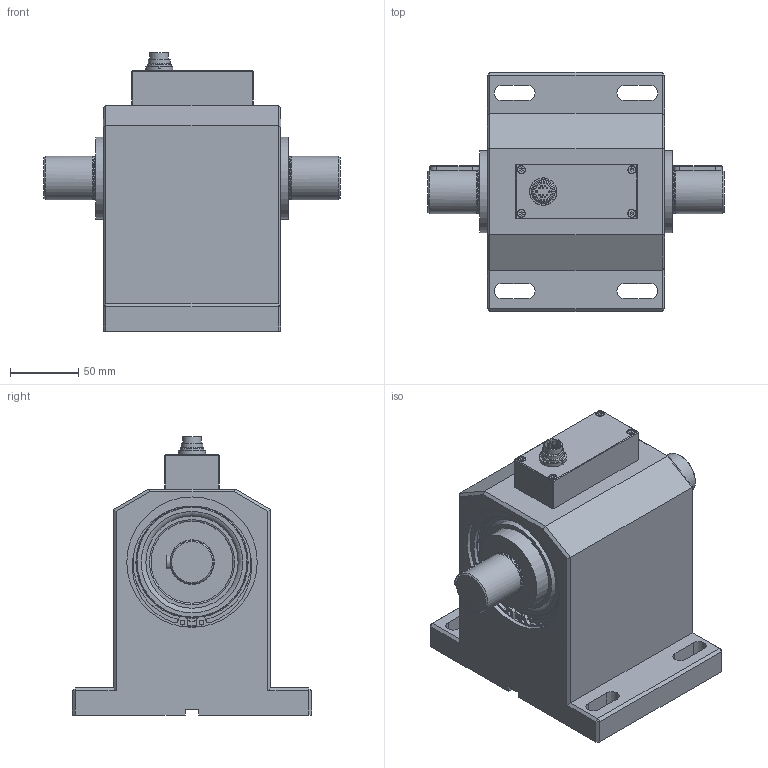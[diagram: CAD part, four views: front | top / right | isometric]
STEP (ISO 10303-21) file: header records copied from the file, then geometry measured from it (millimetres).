
FILE_DESCRIPTION( ( 'Unknown' ), '1' );
FILE_NAME( '2531-Z19_DOC-00079714.stp', 'Unknown', ( 'Unknown' ), ( 'Unknown' ), 'PSStep 17.0.49', 'Unknown', ' ' );
FILE_SCHEMA( ( 'AUTOMOTIVE_DESIGN { 1 0 10303 214 1 1 1 1 }' ) );
Length unit declared in the file: millimetre
Products named in the file (31): 2247-b05_doc-00045639; 2247-003_doc-00016120; Zylinderschraube DIN 912-M3x25; Zylinderschraube DIN 912-M3x25-oa2; Zylinderschraube DIN 912-M3x25-oa3; Zylinderschraube DIN 912-M3x25-oa4; 2531-B15_DOC-00079715; DIN 625-T1-6012-2Z_60x95x18; 2305-005_doc-00045262; paßfeder a10x8x36 din 6885; paßfeder a10x8x36 din 6885-oa0; 2302-b01_doc-00051001; 2302-001_doc-00016103; DIN 625-T1-6012-2RS_60x95x18; Sicherungsring DIN 472-95x3-T1; Sicherungsring DIN 472-95x3-T1-oa1; Assem1; Zylinderschraube DIN 912-M3x25-oa5; Zylinderschraube DIN 912-M3x25-oa6; flanschstecker 12-polig serie 723; mutter_09-0323-89-06_DOC-00067592
Assembly tree (30 placements, depth 3):
  Assem1
    Zylinderschraube DIN 912-M3x25-oa5
    Zylinderschraube DIN 912-M3x25-oa6
    flanschstecker 12-polig serie 723
    mutter_09-0323-89-06_DOC-00067592
    2531-B15_DOC-00079715
      DIN 625-T1-6012-2Z_60x95x18
      DIN 625-T1-6012-2Z_60x95x18
      DIN 625-T1-6012-2Z_60x95x18
      DIN 625-T1-6012-2Z_60x95x18
      DIN 625-T1-6012-2Z_60x95x18
      2305-005_doc-00045262
      paßfeder a10x8x36 din 6885
      paßfeder a10x8x36 din 6885-oa0
    2302-b01_doc-00051001
      2302-001_doc-00016103
      DIN 625-T1-6012-2RS_60x95x18
      DIN 625-T1-6012-2RS_60x95x18
      DIN 625-T1-6012-2RS_60x95x18
      DIN 625-T1-6012-2RS_60x95x18
      DIN 625-T1-6012-2RS_60x95x18
      DIN 625-T1-6012-2RS_60x95x18
      DIN 625-T1-6012-2RS_60x95x18
      Sicherungsring DIN 472-95x3-T1
      Sicherungsring DIN 472-95x3-T1-oa1
    2247-b05_doc-00045639
      2247-003_doc-00016120
      Zylinderschraube DIN 912-M3x25
      Zylinderschraube DIN 912-M3x25-oa2
      Zylinderschraube DIN 912-M3x25-oa3
      Zylinderschraube DIN 912-M3x25-oa4
Bounding box: 217 x 175 x 203.7 mm (x, y, z)
Volume: 2259634.2 mm3; surface area: 335197.7 mm2
Topology: 27 solids, 29 shells, 464 faces, 954 edges, 617 vertices
Faces by surface type: plane 254, cylinder 158, cone 26, torus 26
Full cylindrical faces by diameter (mm): 1 x24, 2.387 x6, 3 x12, 3.4 x4, 3.5 x4, 5.5 x6, 6 x4, 12 x1, 13.5 x1, 15 x1, 15.875 x1, 17.188 x1, 17.462 x1, 17.8 x1, 20 x2, 32 x2, 57 x1, 60 x4, 67.5 x4, 67.52 x2, 74.25 x4, 82.175 x4, 86.36 x2, 86.38 x4, 86.48 x4, 86.5 x4, 95 x3, 95.5 x2, 98.5 x2
Entity records: 15738 total; most frequent: CARTESIAN_POINT 2208, DIRECTION 2064, ORIENTED_EDGE 1520, AXIS2_PLACEMENT_3D 862, EDGE_CURVE 760, EDGE_LOOP 734, VERTEX_POINT 586, FACE_OUTER_BOUND 585
